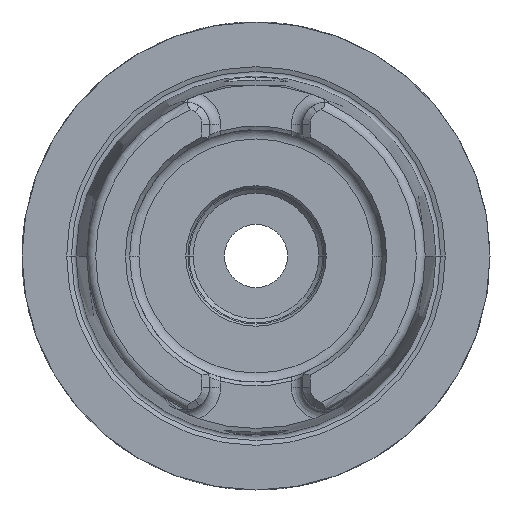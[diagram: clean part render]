
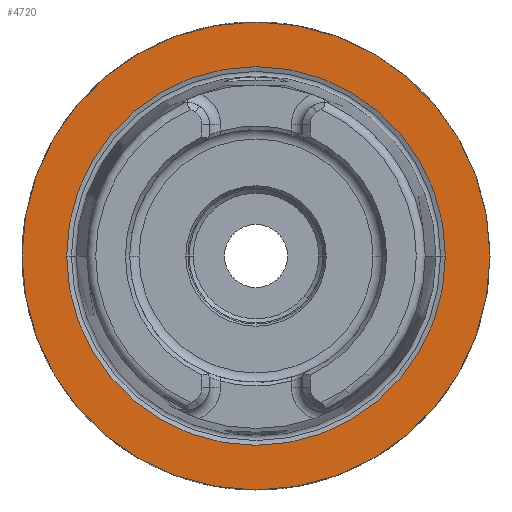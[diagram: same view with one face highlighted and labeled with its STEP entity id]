
A CAD part, left-side view. The second image highlights one B-rep face of the part: STEP entity #4720.
In plain terms, the highlighted planar face has unit normal (-1, 0, 0).
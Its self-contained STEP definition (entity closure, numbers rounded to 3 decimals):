
#1068=CARTESIAN_POINT('',(0.,0.,0.));
#1069=DIRECTION('',(1.,0.,0.));
#1070=DIRECTION('',(0.,1.,0.));
#1071=AXIS2_PLACEMENT_3D('',#1068,#1069,#1070);
#1073=CARTESIAN_POINT('',(0.,0.,0.));
#1074=DIRECTION('',(-1.,0.,0.));
#1075=DIRECTION('',(0.,1.,0.));
#1076=AXIS2_PLACEMENT_3D('',#1073,#1074,#1075);
#1078=CARTESIAN_POINT('',(0.,0.,0.));
#1079=DIRECTION('',(-1.,0.,0.));
#1080=DIRECTION('',(0.,-1.,0.));
#1081=AXIS2_PLACEMENT_3D('',#1078,#1079,#1080);
#1083=CARTESIAN_POINT('',(0.,0.,0.));
#1084=DIRECTION('',(-1.,0.,0.));
#1085=DIRECTION('',(0.,1.,0.));
#1086=AXIS2_PLACEMENT_3D('',#1083,#1084,#1085);
#2930=CARTESIAN_POINT('',(0.,31.5,0.));
#2931=CARTESIAN_POINT('',(0.,-31.5,0.));
#2932=VERTEX_POINT('',#2930);
#2933=VERTEX_POINT('',#2931);
#2958=CARTESIAN_POINT('',(0.,-25.49,0.));
#2959=VERTEX_POINT('',#2958);
#2960=CARTESIAN_POINT('',(0.,25.49,0.));
#2961=VERTEX_POINT('',#2960);
#4705=CARTESIAN_POINT('',(0.,0.,0.));
#4706=DIRECTION('',(1.,0.,0.));
#4707=DIRECTION('',(0.,-1.,0.));
#4708=AXIS2_PLACEMENT_3D('',#4705,#4706,#4707);
#4709=PLANE('',#4708);
#4711=ORIENTED_EDGE('',*,*,#4710,.T.);
#4713=ORIENTED_EDGE('',*,*,#4712,.F.);
#4714=EDGE_LOOP('',(#4711,#4713));
#4715=FACE_OUTER_BOUND('',#4714,.F.);
#4716=ORIENTED_EDGE('',*,*,#4700,.T.);
#4717=ORIENTED_EDGE('',*,*,#4684,.T.);
#4718=EDGE_LOOP('',(#4716,#4717));
#4719=FACE_BOUND('',#4718,.F.);
#4720=ADVANCED_FACE('',(#4715,#4719),#4709,.F.);
#1072=CIRCLE('',#1071,31.5);
#1077=CIRCLE('',#1076,31.5);
#1082=CIRCLE('',#1081,25.49);
#1087=CIRCLE('',#1086,25.49);
#4684=EDGE_CURVE('',#2961,#2959,#1087,.T.);
#4700=EDGE_CURVE('',#2959,#2961,#1082,.T.);
#4710=EDGE_CURVE('',#2932,#2933,#1072,.T.);
#4712=EDGE_CURVE('',#2932,#2933,#1077,.T.);
